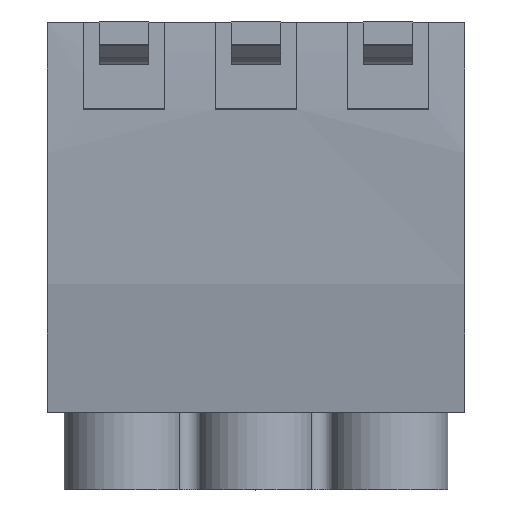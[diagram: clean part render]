
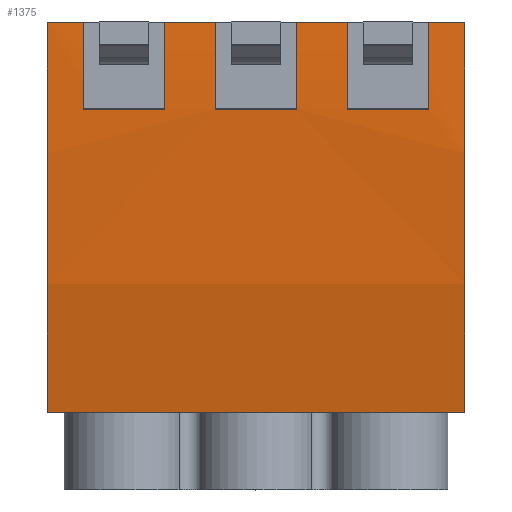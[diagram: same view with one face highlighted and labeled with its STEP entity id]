
A CAD part, top view. The second image highlights one B-rep face of the part: STEP entity #1375.
In plain terms, the highlighted cylindrical face has radius 80.478 mm (diameter 160.957 mm), a partial arc.
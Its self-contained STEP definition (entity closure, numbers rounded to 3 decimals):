
#1173=CARTESIAN_POINT('',(11.85,-0.,6.649));
#1174=VERTEX_POINT('',#1173);
#1183=CARTESIAN_POINT('',(11.85,-22.11,4.658));
#1184=VERTEX_POINT('',#1183);
#1185=CARTESIAN_POINT('',(11.85,-3.905,-73.735));
#1186=DIRECTION('',(-1.,0.,0.));
#1187=DIRECTION('',(0.,0.049,0.999));
#1188=AXIS2_PLACEMENT_3D('',#1185,#1186,#1187);
#1189=CIRCLE('',#1188,80.478);
#1190=EDGE_CURVE('',#1184,#1174,#1189,.T.);
#1215=CARTESIAN_POINT('',(-11.85,0.,6.649));
#1216=VERTEX_POINT('',#1215);
#1217=CARTESIAN_POINT('',(-11.85,-22.11,4.658));
#1218=VERTEX_POINT('',#1217);
#1219=CARTESIAN_POINT('',(-11.85,-3.905,-73.735));
#1220=DIRECTION('',(1.,0.,-0.));
#1221=DIRECTION('',(0.,0.049,0.999));
#1222=AXIS2_PLACEMENT_3D('',#1219,#1220,#1221);
#1223=CIRCLE('',#1222,80.478);
#1224=EDGE_CURVE('',#1216,#1218,#1223,.T.);
#1252=CARTESIAN_POINT('',(-11.85,-3.905,-73.735));
#1253=DIRECTION('',(-1.,0.,0.));
#1254=DIRECTION('',(0.,0.049,0.999));
#1255=AXIS2_PLACEMENT_3D('',#1252,#1253,#1254);
#1256=CYLINDRICAL_SURFACE('',#1255,80.478);
#1257=CARTESIAN_POINT('',(5.2,-4.9,6.738));
#1258=VERTEX_POINT('',#1257);
#1259=CARTESIAN_POINT('',(5.2,-0.,6.649));
#1260=VERTEX_POINT('',#1259);
#1261=CARTESIAN_POINT('',(5.2,-3.905,-73.735));
#1262=DIRECTION('',(-1.,0.,0.));
#1263=DIRECTION('',(0.,0.049,0.999));
#1264=AXIS2_PLACEMENT_3D('',#1261,#1262,#1263);
#1265=CIRCLE('',#1264,80.478);
#1266=EDGE_CURVE('',#1258,#1260,#1265,.T.);
#1267=ORIENTED_EDGE('',*,*,#1266,.T.);
#1268=CARTESIAN_POINT('',(2.3,0.,6.649));
#1269=VERTEX_POINT('',#1268);
#1270=CARTESIAN_POINT('',(2.3,0.,6.649));
#1271=DIRECTION('',(1.,-0.,0.));
#1272=VECTOR('',#1271,2.9);
#1273=LINE('',#1270,#1272);
#1274=EDGE_CURVE('',#1269,#1260,#1273,.T.);
#1275=ORIENTED_EDGE('',*,*,#1274,.F.);
#1276=CARTESIAN_POINT('',(2.3,-4.9,6.738));
#1277=VERTEX_POINT('',#1276);
#1278=CARTESIAN_POINT('',(2.3,-3.905,-73.735));
#1279=DIRECTION('',(1.,0.,-0.));
#1280=DIRECTION('',(0.,0.049,0.999));
#1281=AXIS2_PLACEMENT_3D('',#1278,#1279,#1280);
#1282=CIRCLE('',#1281,80.478);
#1283=EDGE_CURVE('',#1269,#1277,#1282,.T.);
#1284=ORIENTED_EDGE('',*,*,#1283,.T.);
#1285=CARTESIAN_POINT('',(-2.3,-4.9,6.738));
#1286=VERTEX_POINT('',#1285);
#1287=CARTESIAN_POINT('',(2.3,-4.9,6.738));
#1288=DIRECTION('',(-1.,0.,0.));
#1289=VECTOR('',#1288,4.6);
#1290=LINE('',#1287,#1289);
#1291=EDGE_CURVE('',#1277,#1286,#1290,.T.);
#1292=ORIENTED_EDGE('',*,*,#1291,.T.);
#1293=CARTESIAN_POINT('',(-2.3,-0.,6.649));
#1294=VERTEX_POINT('',#1293);
#1295=CARTESIAN_POINT('',(-2.3,-3.905,-73.735));
#1296=DIRECTION('',(-1.,0.,0.));
#1297=DIRECTION('',(0.,0.049,0.999));
#1298=AXIS2_PLACEMENT_3D('',#1295,#1296,#1297);
#1299=CIRCLE('',#1298,80.478);
#1300=EDGE_CURVE('',#1286,#1294,#1299,.T.);
#1301=ORIENTED_EDGE('',*,*,#1300,.T.);
#1302=CARTESIAN_POINT('',(-5.2,0.,6.649));
#1303=VERTEX_POINT('',#1302);
#1304=CARTESIAN_POINT('',(-5.2,0.,6.649));
#1305=DIRECTION('',(1.,-0.,0.));
#1306=VECTOR('',#1305,2.9);
#1307=LINE('',#1304,#1306);
#1308=EDGE_CURVE('',#1303,#1294,#1307,.T.);
#1309=ORIENTED_EDGE('',*,*,#1308,.F.);
#1310=CARTESIAN_POINT('',(-5.2,-4.9,6.738));
#1311=VERTEX_POINT('',#1310);
#1312=CARTESIAN_POINT('',(-5.2,-3.905,-73.735));
#1313=DIRECTION('',(1.,0.,-0.));
#1314=DIRECTION('',(0.,0.049,0.999));
#1315=AXIS2_PLACEMENT_3D('',#1312,#1313,#1314);
#1316=CIRCLE('',#1315,80.478);
#1317=EDGE_CURVE('',#1303,#1311,#1316,.T.);
#1318=ORIENTED_EDGE('',*,*,#1317,.T.);
#1319=CARTESIAN_POINT('',(-9.8,-4.9,6.738));
#1320=VERTEX_POINT('',#1319);
#1321=CARTESIAN_POINT('',(-5.2,-4.9,6.738));
#1322=DIRECTION('',(-1.,0.,0.));
#1323=VECTOR('',#1322,4.6);
#1324=LINE('',#1321,#1323);
#1325=EDGE_CURVE('',#1311,#1320,#1324,.T.);
#1326=ORIENTED_EDGE('',*,*,#1325,.T.);
#1327=CARTESIAN_POINT('',(-9.8,-0.,6.649));
#1328=VERTEX_POINT('',#1327);
#1329=CARTESIAN_POINT('',(-9.8,-3.905,-73.735));
#1330=DIRECTION('',(-1.,0.,0.));
#1331=DIRECTION('',(0.,0.049,0.999));
#1332=AXIS2_PLACEMENT_3D('',#1329,#1330,#1331);
#1333=CIRCLE('',#1332,80.478);
#1334=EDGE_CURVE('',#1320,#1328,#1333,.T.);
#1335=ORIENTED_EDGE('',*,*,#1334,.T.);
#1336=CARTESIAN_POINT('',(-11.85,-0.,6.649));
#1337=DIRECTION('',(1.,0.,-0.));
#1338=VECTOR('',#1337,2.05);
#1339=LINE('',#1336,#1338);
#1340=EDGE_CURVE('',#1216,#1328,#1339,.T.);
#1341=ORIENTED_EDGE('',*,*,#1340,.F.);
#1342=ORIENTED_EDGE('',*,*,#1224,.T.);
#1343=CARTESIAN_POINT('',(-11.85,-22.11,4.658));
#1344=DIRECTION('',(1.,0.,-0.));
#1345=VECTOR('',#1344,23.7);
#1346=LINE('',#1343,#1345);
#1347=EDGE_CURVE('',#1218,#1184,#1346,.T.);
#1348=ORIENTED_EDGE('',*,*,#1347,.T.);
#1349=ORIENTED_EDGE('',*,*,#1190,.T.);
#1350=CARTESIAN_POINT('',(9.8,0.,6.649));
#1351=VERTEX_POINT('',#1350);
#1352=CARTESIAN_POINT('',(9.8,0.,6.649));
#1353=DIRECTION('',(1.,-0.,0.));
#1354=VECTOR('',#1353,2.05);
#1355=LINE('',#1352,#1354);
#1356=EDGE_CURVE('',#1351,#1174,#1355,.T.);
#1357=ORIENTED_EDGE('',*,*,#1356,.F.);
#1358=CARTESIAN_POINT('',(9.8,-4.9,6.738));
#1359=VERTEX_POINT('',#1358);
#1360=CARTESIAN_POINT('',(9.8,-3.905,-73.735));
#1361=DIRECTION('',(1.,0.,-0.));
#1362=DIRECTION('',(0.,0.049,0.999));
#1363=AXIS2_PLACEMENT_3D('',#1360,#1361,#1362);
#1364=CIRCLE('',#1363,80.478);
#1365=EDGE_CURVE('',#1351,#1359,#1364,.T.);
#1366=ORIENTED_EDGE('',*,*,#1365,.T.);
#1367=CARTESIAN_POINT('',(9.8,-4.9,6.738));
#1368=DIRECTION('',(-1.,0.,0.));
#1369=VECTOR('',#1368,4.6);
#1370=LINE('',#1367,#1369);
#1371=EDGE_CURVE('',#1359,#1258,#1370,.T.);
#1372=ORIENTED_EDGE('',*,*,#1371,.T.);
#1373=EDGE_LOOP('',(#1267,#1275,#1284,#1292,#1301,#1309,#1318,#1326,#1335,#1341,#1342,#1348,#1349,#1357,#1366,#1372));
#1374=FACE_BOUND('',#1373,.T.);
#1375=ADVANCED_FACE('',(#1374),#1256,.T.);
